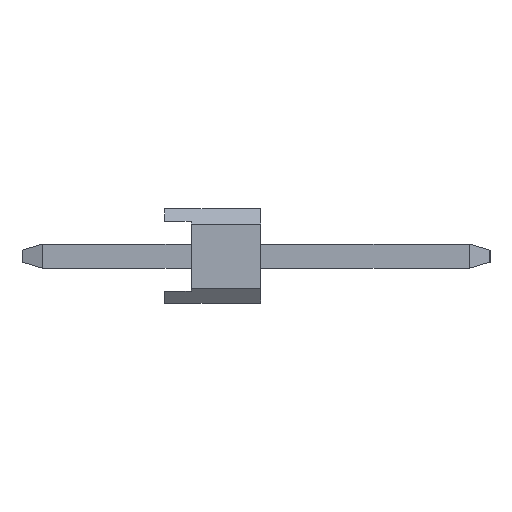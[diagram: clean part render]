
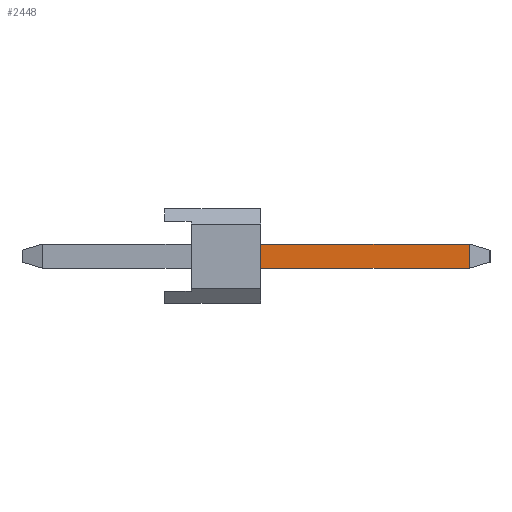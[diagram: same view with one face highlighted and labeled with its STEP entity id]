
A CAD part, left-side view. The second image highlights one B-rep face of the part: STEP entity #2448.
In plain terms, the highlighted planar face has unit normal (-1, 0, 0).
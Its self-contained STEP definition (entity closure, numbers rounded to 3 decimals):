
#2306=EDGE_CURVE('',#2400,#3390,#6635,.T.);
#2400=VERTEX_POINT('',#6739);
#2448=ADVANCED_FACE('',(#6790),#6791,.T.);
#2706=EDGE_CURVE('',#6226,#4942,#7079,.T.);
#3390=VERTEX_POINT('',#7825);
#4942=VERTEX_POINT('',#9537);
#5154=EDGE_CURVE('',#3390,#6226,#9771,.T.);
#5280=EDGE_CURVE('',#4942,#2400,#9913,.T.);
#6226=VERTEX_POINT('',#10966);
#6635=LINE('',#11447,#11448);
#6739=CARTESIAN_POINT('',(-16.83,-8.074,-0.32));
#6790=FACE_OUTER_BOUND('',#11669,.T.);
#6791=PLANE('',#11670);
#7079=LINE('',#12075,#12076);
#7825=CARTESIAN_POINT('',(-16.83,-2.54,-0.32));
#9537=CARTESIAN_POINT('',(-16.83,-8.074,0.32));
#9771=LINE('',#15979,#15980);
#9913=LINE('',#16179,#16180);
#10966=CARTESIAN_POINT('',(-16.83,-2.54,0.32));
#11447=CARTESIAN_POINT('',(-16.83,3.234,-0.32));
#11448=VECTOR('',#18276,1.0);
#11669=EDGE_LOOP('',(#18415,#18416,#18417,#18418));
#11670=AXIS2_PLACEMENT_3D('',#18419,#18420,#18421);
#12075=CARTESIAN_POINT('',(-16.83,-2.42,0.32));
#12076=VECTOR('',#18730,1.0);
#15979=CARTESIAN_POINT('',(-16.83,-2.54,0.252));
#15980=VECTOR('',#21402,1.0);
#16179=CARTESIAN_POINT('',(-16.83,-8.074,0.5));
#16180=VECTOR('',#21561,1.0);
#18276=DIRECTION('',(0.,1.0,0.));
#18415=ORIENTED_EDGE('',*,*,#5154,.F.);
#18416=ORIENTED_EDGE('',*,*,#2306,.F.);
#18417=ORIENTED_EDGE('',*,*,#5280,.F.);
#18418=ORIENTED_EDGE('',*,*,#2706,.F.);
#18419=CARTESIAN_POINT('',(-16.83,3.234,0.5));
#18420=DIRECTION('',(-1.0,0.,0.));
#18421=DIRECTION('',(0.,1.0,0.));
#18730=DIRECTION('',(0.,-1.0,0.));
#21402=DIRECTION('',(0.,0.,1.0));
#21561=DIRECTION('',(0.0,0.,-1.0));
